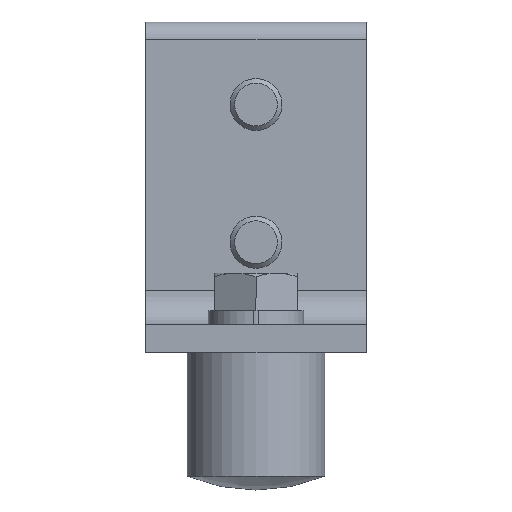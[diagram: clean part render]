
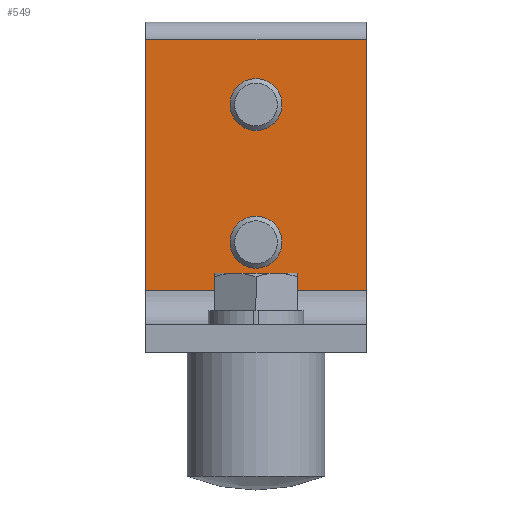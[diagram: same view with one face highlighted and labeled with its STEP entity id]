
A CAD part, top view. The second image highlights one B-rep face of the part: STEP entity #549.
In plain terms, the highlighted planar face has unit normal (0, 0, 1).
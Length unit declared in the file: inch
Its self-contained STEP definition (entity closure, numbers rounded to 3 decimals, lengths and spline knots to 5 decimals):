
#145=CARTESIAN_POINT('',(1.2045,1.,0.25));
#146=VERTEX_POINT('',#145);
#147=CARTESIAN_POINT('',(1.0,1.,0.25));
#148=DIRECTION('',(0.0,0.0,-1.0));
#149=DIRECTION('',(-1.0,0.0,0.0));
#150=AXIS2_PLACEMENT_3D('',#147,#148,#149);
#151=CIRCLE('',#150,0.2045);
#152=EDGE_CURVE('',#146,#146,#151,.T.);
#194=CARTESIAN_POINT('',(1.2045,2.25,0.25));
#195=VERTEX_POINT('',#194);
#196=CARTESIAN_POINT('',(1.0,2.25,0.25));
#197=DIRECTION('',(0.0,0.0,-1.0));
#198=DIRECTION('',(-1.0,0.0,0.0));
#199=AXIS2_PLACEMENT_3D('',#196,#197,#198);
#200=CIRCLE('',#199,0.2045);
#201=EDGE_CURVE('',#195,#195,#200,.T.);
#370=CARTESIAN_POINT('',(2.0,2.84,0.25));
#371=VERTEX_POINT('',#370);
#379=CARTESIAN_POINT('',(2.0,0.56,0.25));
#380=VERTEX_POINT('',#379);
#381=CARTESIAN_POINT('',(2.0,0.56,0.25));
#382=DIRECTION('',(0.0,1.0,0.0));
#383=VECTOR('',#382,2.28);
#384=LINE('',#381,#383);
#385=EDGE_CURVE('',#380,#371,#384,.T.);
#405=CARTESIAN_POINT('',(0.0,0.56,0.25));
#406=VERTEX_POINT('',#405);
#414=CARTESIAN_POINT('',(0.0,2.84,0.25));
#415=VERTEX_POINT('',#414);
#416=CARTESIAN_POINT('',(0.0,0.56,0.25));
#417=DIRECTION('',(0.0,1.0,0.0));
#418=VECTOR('',#417,2.28);
#419=LINE('',#416,#418);
#420=EDGE_CURVE('',#406,#415,#419,.T.);
#469=CARTESIAN_POINT('',(0.0,2.84,0.25));
#470=DIRECTION('',(1.0,0.0,0.0));
#471=VECTOR('',#470,2.0);
#472=LINE('',#469,#471);
#473=EDGE_CURVE('',#415,#371,#472,.T.);
#503=CARTESIAN_POINT('',(2.0,0.56,0.25));
#504=DIRECTION('',(-1.0,0.0,0.0));
#505=VECTOR('',#504,2.0);
#506=LINE('',#503,#505);
#507=EDGE_CURVE('',#380,#406,#506,.T.);
#532=CARTESIAN_POINT('',(0.0,0.25,0.25));
#533=DIRECTION('',(0.0,0.0,1.0));
#534=DIRECTION('',(1.0,0.0,0.0));
#535=AXIS2_PLACEMENT_3D('',#532,#533,#534);
#536=PLANE('',#535);
#537=ORIENTED_EDGE('',*,*,#473,.F.);
#538=ORIENTED_EDGE('',*,*,#420,.F.);
#539=ORIENTED_EDGE('',*,*,#507,.F.);
#540=ORIENTED_EDGE('',*,*,#385,.T.);
#541=EDGE_LOOP('',(#537,#538,#539,#540));
#542=FACE_OUTER_BOUND('',#541,.T.);
#543=ORIENTED_EDGE('',*,*,#152,.T.);
#544=EDGE_LOOP('',(#543));
#545=FACE_BOUND('',#544,.T.);
#546=ORIENTED_EDGE('',*,*,#201,.T.);
#547=EDGE_LOOP('',(#546));
#548=FACE_BOUND('',#547,.T.);
#549=ADVANCED_FACE('',(#542,#545,#548),#536,.T.);
